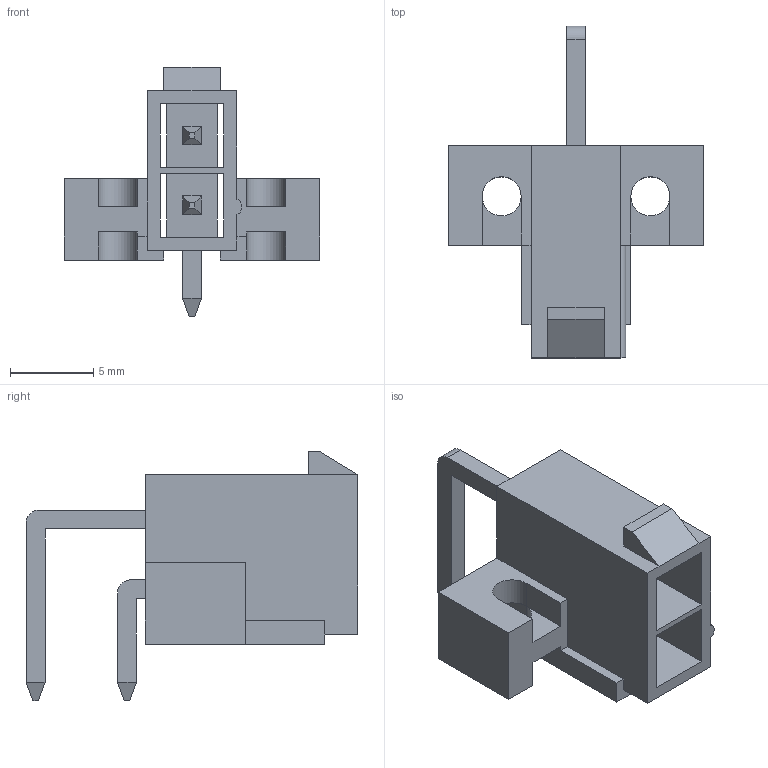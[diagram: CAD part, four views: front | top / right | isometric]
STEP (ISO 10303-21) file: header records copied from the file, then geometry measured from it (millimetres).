
FILE_DESCRIPTION( ( 'Unknown' ), '1' );
FILE_NAME( '64900221022.stp', 'Unknown', ( 'Unknown' ), ( 'Unknown' ), 'PSStep 14.0', 'Unknown', ' ' );
FILE_SCHEMA( ( 'AUTOMOTIVE_DESIGN { 1 0 10303 214 1 1 1 1 }' ) );
Length unit declared in the file: millimetre
Products named in the file (4): Assem1; 64900221022; 6490xx21022_PIN; 6490xx21022_PIN_BIS
Assembly tree (3 placements, depth 2):
  Assem1
    64900221022
    6490xx21022_PIN
    6490xx21022_PIN_BIS
Bounding box: 15.4 x 19.97 x 15 mm (x, y, z)
Volume: 635.2 mm3; surface area: 1441.4 mm2
Topology: 3 solids, 3 shells, 111 faces, 291 edges, 180 vertices
Faces by surface type: plane 102, cylinder 9
Entity records: 4305 total; most frequent: CARTESIAN_POINT 586, ORIENTED_EDGE 582, DIRECTION 539, EDGE_CURVE 291, LINE 273, VECTOR 273, VERTEX_POINT 180, AXIS2_PLACEMENT_3D 133
